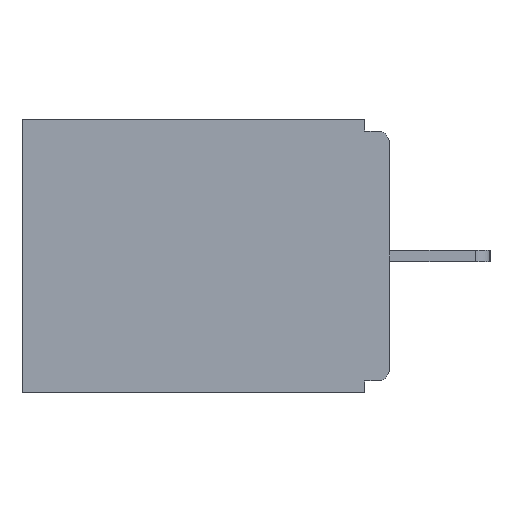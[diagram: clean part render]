
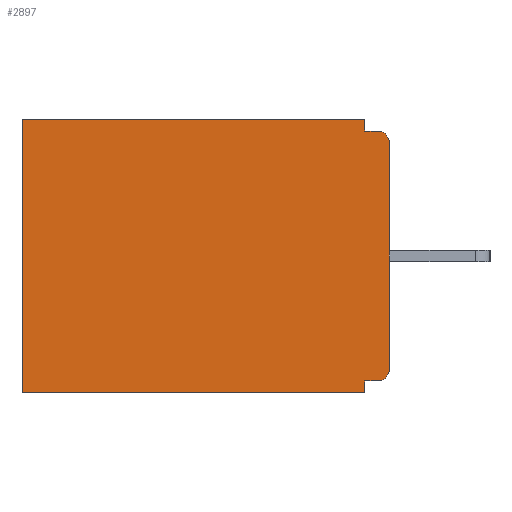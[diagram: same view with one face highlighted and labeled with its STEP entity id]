
A CAD part, left-side view. The second image highlights one B-rep face of the part: STEP entity #2897.
In plain terms, the highlighted planar face has unit normal (-1, 0, 0).
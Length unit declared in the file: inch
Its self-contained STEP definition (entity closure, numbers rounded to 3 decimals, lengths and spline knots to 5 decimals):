
#41 = CARTESIAN_POINT ( 'NONE',  ( 0.298, 0., -0.328 ) ) ;
#75 = ORIENTED_EDGE ( 'NONE', *, *, #6753, .T. ) ;
#106 = ORIENTED_EDGE ( 'NONE', *, *, #4046, .F. ) ;
#335 = EDGE_CURVE ( 'NONE', #5531, #340, #2918, .T. ) ;
#340 = VERTEX_POINT ( 'NONE', #2993 ) ;
#351 = ORIENTED_EDGE ( 'NONE', *, *, #3095, .T. ) ;
#519 = DIRECTION ( 'NONE',  ( 0., 1., 0. ) ) ;
#605 = VECTOR ( 'NONE', #3609, 39.37008 ) ;
#760 = VERTEX_POINT ( 'NONE', #7482 ) ;
#873 = AXIS2_PLACEMENT_3D ( 'NONE', #5350, #4468, #8348 ) ;
#1066 = CARTESIAN_POINT ( 'NONE',  ( 0.298, 0.031, -0.328 ) ) ;
#1105 = VERTEX_POINT ( 'NONE', #2148 ) ;
#1218 = PLANE ( 'NONE',  #8623 ) ;
#1314 = VECTOR ( 'NONE', #2735, 39.37008 ) ;
#1387 = VERTEX_POINT ( 'NONE', #1786 ) ;
#1391 = DIRECTION ( 'NONE',  ( 1., 0., 0. ) ) ;
#1786 = CARTESIAN_POINT ( 'NONE',  ( 0.298, 0., -0.313 ) ) ;
#1873 = CARTESIAN_POINT ( 'NONE',  ( 0.298, 0.46, -0.343 ) ) ;
#1940 = VERTEX_POINT ( 'NONE', #1066 ) ;
#2073 = ORIENTED_EDGE ( 'NONE', *, *, #8489, .F. ) ;
#2148 = CARTESIAN_POINT ( 'NONE',  ( 0.298, 0.031, -0.343 ) ) ;
#2201 = CARTESIAN_POINT ( 'NONE',  ( 0.298, 0., -0.015 ) ) ;
#2296 = VECTOR ( 'NONE', #519, 39.37008 ) ;
#2401 = EDGE_LOOP ( 'NONE', ( #9313, #7440, #2073, #351, #75, #3482, #106, #2881, #5858, #9466 ) ) ;
#2735 = DIRECTION ( 'NONE',  ( 0., 0., -1. ) ) ;
#2881 = ORIENTED_EDGE ( 'NONE', *, *, #4514, .F. ) ;
#2897 = ADVANCED_FACE ( 'NONE', ( #9348 ), #1218, .F. ) ;
#2918 = CIRCLE ( 'NONE', #873, 0.015 ) ;
#2993 = CARTESIAN_POINT ( 'NONE',  ( 0.298, 0.015, -0.015 ) ) ;
#3095 = EDGE_CURVE ( 'NONE', #7994, #760, #8053, .T. ) ;
#3198 = CARTESIAN_POINT ( 'NONE',  ( 0.298, 0., -0.03 ) ) ;
#3247 = DIRECTION ( 'NONE',  ( 0., 0., -1. ) ) ;
#3482 = ORIENTED_EDGE ( 'NONE', *, *, #4341, .F. ) ;
#3609 = DIRECTION ( 'NONE',  ( 0., 1., 0. ) ) ;
#3809 = VECTOR ( 'NONE', #3247, 39.37008 ) ;
#4046 = EDGE_CURVE ( 'NONE', #1940, #1105, #5211, .T. ) ;
#4223 = VERTEX_POINT ( 'NONE', #5500 ) ;
#4341 = EDGE_CURVE ( 'NONE', #1105, #9894, #10468, .T. ) ;
#4389 = DIRECTION ( 'NONE',  ( 0., 0., -1. ) ) ;
#4397 = DIRECTION ( 'NONE',  ( 0., 0., -1. ) ) ;
#4419 = EDGE_CURVE ( 'NONE', #6080, #1387, #7334, .T. ) ;
#4468 = DIRECTION ( 'NONE',  ( -1., 0., 0. ) ) ;
#4514 = EDGE_CURVE ( 'NONE', #6080, #1940, #7903, .T. ) ;
#5211 = LINE ( 'NONE', #5433, #8822 ) ;
#5257 = DIRECTION ( 'NONE',  ( -1., 0., 0. ) ) ;
#5350 = CARTESIAN_POINT ( 'NONE',  ( 0.298, 0.015, -0.03 ) ) ;
#5353 = DIRECTION ( 'NONE',  ( 0., 1., 0. ) ) ;
#5406 = CARTESIAN_POINT ( 'NONE',  ( 0.298, 0.015, -0.328 ) ) ;
#5433 = CARTESIAN_POINT ( 'NONE',  ( 0.298, 0.031, -0.343 ) ) ;
#5500 = CARTESIAN_POINT ( 'NONE',  ( 0.298, 0.031, -0.015 ) ) ;
#5531 = VERTEX_POINT ( 'NONE', #3198 ) ;
#5702 = DIRECTION ( 'NONE',  ( 0., 0., -1. ) ) ;
#5819 = CARTESIAN_POINT ( 'NONE',  ( 0.298, 0., 0. ) ) ;
#5825 = VECTOR ( 'NONE', #11028, 39.37008 ) ;
#5858 = ORIENTED_EDGE ( 'NONE', *, *, #4419, .T. ) ;
#5930 = EDGE_CURVE ( 'NONE', #5531, #1387, #7654, .T. ) ;
#6080 = VERTEX_POINT ( 'NONE', #5406 ) ;
#6753 = EDGE_CURVE ( 'NONE', #760, #9894, #11518, .T. ) ;
#6781 = CARTESIAN_POINT ( 'NONE',  ( 0.298, 0.46, 0. ) ) ;
#7191 = CARTESIAN_POINT ( 'NONE',  ( 0.298, 0.031, -0.343 ) ) ;
#7334 = CIRCLE ( 'NONE', #9760, 0.015 ) ;
#7440 = ORIENTED_EDGE ( 'NONE', *, *, #10639, .F. ) ;
#7482 = CARTESIAN_POINT ( 'NONE',  ( 0.298, 0.46, 0. ) ) ;
#7533 = LINE ( 'NONE', #2201, #5825 ) ;
#7542 = CARTESIAN_POINT ( 'NONE',  ( 0.298, 0., 0. ) ) ;
#7654 = LINE ( 'NONE', #7542, #3809 ) ;
#7879 = VECTOR ( 'NONE', #5353, 39.37008 ) ;
#7903 = LINE ( 'NONE', #41, #605 ) ;
#7994 = VERTEX_POINT ( 'NONE', #8811 ) ;
#8033 = DIRECTION ( 'NONE',  ( 0., 0., -1. ) ) ;
#8053 = LINE ( 'NONE', #9744, #7879 ) ;
#8105 = VECTOR ( 'NONE', #8033, 39.37008 ) ;
#8348 = DIRECTION ( 'NONE',  ( 0., 0., -1. ) ) ;
#8489 = EDGE_CURVE ( 'NONE', #7994, #4223, #10544, .T. ) ;
#8623 = AXIS2_PLACEMENT_3D ( 'NONE', #5819, #1391, #5702 ) ;
#8811 = CARTESIAN_POINT ( 'NONE',  ( 0.298, 0.031, 0. ) ) ;
#8822 = VECTOR ( 'NONE', #4397, 39.37008 ) ;
#9313 = ORIENTED_EDGE ( 'NONE', *, *, #335, .T. ) ;
#9348 = FACE_OUTER_BOUND ( 'NONE', #2401, .T. ) ;
#9466 = ORIENTED_EDGE ( 'NONE', *, *, #5930, .F. ) ;
#9744 = CARTESIAN_POINT ( 'NONE',  ( 0.298, 0., 0. ) ) ;
#9760 = AXIS2_PLACEMENT_3D ( 'NONE', #10757, #5257, #4389 ) ;
#9894 = VERTEX_POINT ( 'NONE', #1873 ) ;
#10241 = CARTESIAN_POINT ( 'NONE',  ( 0.298, 0., -0.343 ) ) ;
#10468 = LINE ( 'NONE', #10241, #2296 ) ;
#10544 = LINE ( 'NONE', #7191, #1314 ) ;
#10639 = EDGE_CURVE ( 'NONE', #4223, #340, #7533, .T. ) ;
#10757 = CARTESIAN_POINT ( 'NONE',  ( 0.298, 0.015, -0.313 ) ) ;
#11028 = DIRECTION ( 'NONE',  ( 0., -1., 0. ) ) ;
#11518 = LINE ( 'NONE', #6781, #8105 ) ;
